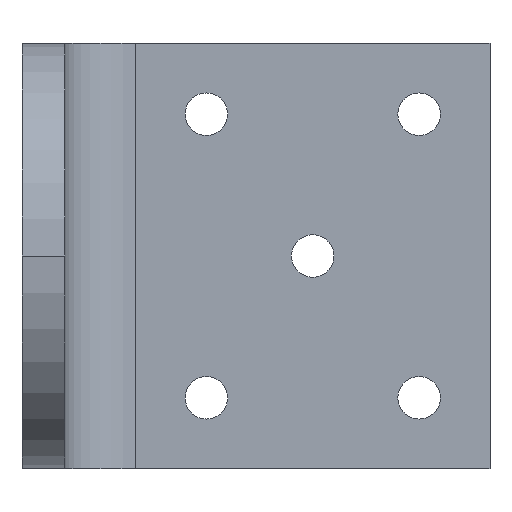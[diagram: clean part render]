
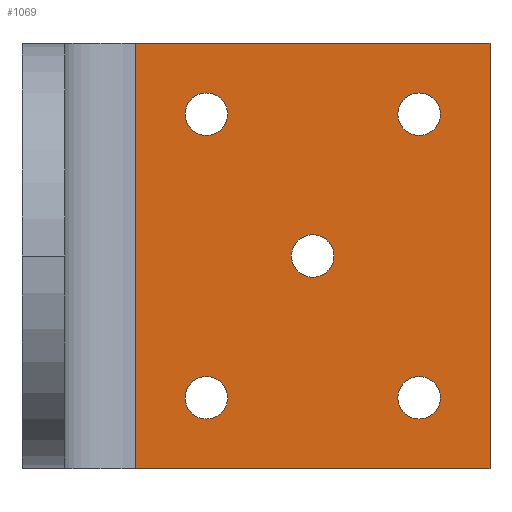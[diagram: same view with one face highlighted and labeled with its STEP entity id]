
A CAD part, front view. The second image highlights one B-rep face of the part: STEP entity #1069.
In plain terms, the highlighted planar face has unit normal (0, -1, 0).
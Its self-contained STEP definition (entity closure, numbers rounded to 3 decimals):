
#1 = AXIS2_PLACEMENT_3D ( 'NONE', #1580, #384, #1154 ) ;
#6 = DIRECTION ( 'NONE',  ( 0., 1., 0. ) ) ;
#19 = CARTESIAN_POINT ( 'NONE',  ( 17.5, 65., 1.5 ) ) ;
#21 = DIRECTION ( 'NONE',  ( 0., 1., 0. ) ) ;
#22 = EDGE_CURVE ( 'NONE', #329, #868, #710, .T. ) ;
#35 = DIRECTION ( 'NONE',  ( 0., 0., 1. ) ) ;
#48 = CARTESIAN_POINT ( 'NONE',  ( 10., 65., 8.5 ) ) ;
#51 = EDGE_CURVE ( 'NONE', #177, #1809, #1913, .T. ) ;
#111 = ORIENTED_EDGE ( 'NONE', *, *, #782, .T. ) ;
#138 = DIRECTION ( 'NONE',  ( 0., 1., 0. ) ) ;
#170 = EDGE_CURVE ( 'NONE', #1007, #500, #271, .T. ) ;
#177 = VERTEX_POINT ( 'NONE', #1429 ) ;
#186 = DIRECTION ( 'NONE',  ( 0., 0., 1. ) ) ;
#199 = CARTESIAN_POINT ( 'NONE',  ( 25., 65., 8.5 ) ) ;
#203 = ORIENTED_EDGE ( 'NONE', *, *, #667, .T. ) ;
#229 = ORIENTED_EDGE ( 'NONE', *, *, #22, .F. ) ;
#254 = CARTESIAN_POINT ( 'NONE',  ( 25., 65., 10. ) ) ;
#271 = CIRCLE ( 'NONE', #1044, 1.5 ) ;
#290 = EDGE_CURVE ( 'NONE', #815, #1412, #1170, .T. ) ;
#293 = AXIS2_PLACEMENT_3D ( 'NONE', #777, #626, #1360 ) ;
#305 = EDGE_LOOP ( 'NONE', ( #659, #784 ) ) ;
#308 = EDGE_LOOP ( 'NONE', ( #527, #229, #590, #111 ) ) ;
#315 = FACE_BOUND ( 'NONE', #1615, .T. ) ;
#320 = AXIS2_PLACEMENT_3D ( 'NONE', #1788, #6, #1361 ) ;
#326 = VECTOR ( 'NONE', #1741, 1000. ) ;
#328 = AXIS2_PLACEMENT_3D ( 'NONE', #582, #1314, #1353 ) ;
#329 = VERTEX_POINT ( 'NONE', #1659 ) ;
#331 = DIRECTION ( 'NONE',  ( 0., 0., 1. ) ) ;
#338 = CARTESIAN_POINT ( 'NONE',  ( 25., 65., -10. ) ) ;
#357 = CARTESIAN_POINT ( 'NONE',  ( 10., 65., 11.5 ) ) ;
#358 = CARTESIAN_POINT ( 'NONE',  ( 0., 65., 15. ) ) ;
#374 = CARTESIAN_POINT ( 'NONE',  ( 25., 65., -11.5 ) ) ;
#384 = DIRECTION ( 'NONE',  ( 0., 1., 0. ) ) ;
#394 = CARTESIAN_POINT ( 'NONE',  ( 17.5, 65., -1.5 ) ) ;
#427 = EDGE_CURVE ( 'NONE', #1412, #815, #1385, .T. ) ;
#435 = EDGE_CURVE ( 'NONE', #1900, #329, #650, .T. ) ;
#466 = EDGE_LOOP ( 'NONE', ( #655, #1025 ) ) ;
#488 = FACE_BOUND ( 'NONE', #1569, .T. ) ;
#500 = VERTEX_POINT ( 'NONE', #199 ) ;
#527 = ORIENTED_EDGE ( 'NONE', *, *, #623, .T. ) ;
#538 = CARTESIAN_POINT ( 'NONE',  ( 0., 65., -15. ) ) ;
#548 = CIRCLE ( 'NONE', #836, 1.5 ) ;
#561 = DIRECTION ( 'NONE',  ( 0., 0., -1. ) ) ;
#576 = AXIS2_PLACEMENT_3D ( 'NONE', #358, #1654, #331 ) ;
#582 = CARTESIAN_POINT ( 'NONE',  ( 17.5, 65., 0. ) ) ;
#590 = ORIENTED_EDGE ( 'NONE', *, *, #435, .F. ) ;
#623 = EDGE_CURVE ( 'NONE', #1762, #868, #713, .T. ) ;
#626 = DIRECTION ( 'NONE',  ( 0., 1., 0. ) ) ;
#638 = CARTESIAN_POINT ( 'NONE',  ( 0., 65., 15. ) ) ;
#650 = LINE ( 'NONE', #638, #733 ) ;
#655 = ORIENTED_EDGE ( 'NONE', *, *, #1340, .T. ) ;
#659 = ORIENTED_EDGE ( 'NONE', *, *, #427, .T. ) ;
#667 = EDGE_CURVE ( 'NONE', #1485, #1540, #797, .T. ) ;
#685 = ORIENTED_EDGE ( 'NONE', *, *, #170, .T. ) ;
#710 = LINE ( 'NONE', #1307, #827 ) ;
#713 = LINE ( 'NONE', #538, #326 ) ;
#725 = ORIENTED_EDGE ( 'NONE', *, *, #51, .T. ) ;
#733 = VECTOR ( 'NONE', #1565, 1000. ) ;
#754 = DIRECTION ( 'NONE',  ( 0., 0., 1. ) ) ;
#766 = CIRCLE ( 'NONE', #1765, 1.5 ) ;
#769 = CIRCLE ( 'NONE', #1325, 1.5 ) ;
#777 = CARTESIAN_POINT ( 'NONE',  ( 10., 65., -10. ) ) ;
#782 = EDGE_CURVE ( 'NONE', #1900, #1762, #1445, .T. ) ;
#784 = ORIENTED_EDGE ( 'NONE', *, *, #290, .T. ) ;
#785 = CARTESIAN_POINT ( 'NONE',  ( 10., 65., -10. ) ) ;
#797 = CIRCLE ( 'NONE', #1663, 1.5 ) ;
#802 = VERTEX_POINT ( 'NONE', #394 ) ;
#815 = VERTEX_POINT ( 'NONE', #1129 ) ;
#827 = VECTOR ( 'NONE', #561, 1000. ) ;
#836 = AXIS2_PLACEMENT_3D ( 'NONE', #1366, #922, #186 ) ;
#868 = VERTEX_POINT ( 'NONE', #1740 ) ;
#891 = CIRCLE ( 'NONE', #328, 1.5 ) ;
#908 = CARTESIAN_POINT ( 'NONE',  ( 10., 65., -8.5 ) ) ;
#922 = DIRECTION ( 'NONE',  ( 0., 1., 0. ) ) ;
#929 = EDGE_CURVE ( 'NONE', #802, #1401, #891, .T. ) ;
#951 = FACE_BOUND ( 'NONE', #305, .T. ) ;
#1007 = VERTEX_POINT ( 'NONE', #1811 ) ;
#1017 = EDGE_LOOP ( 'NONE', ( #685, #1549 ) ) ;
#1025 = ORIENTED_EDGE ( 'NONE', *, *, #929, .T. ) ;
#1044 = AXIS2_PLACEMENT_3D ( 'NONE', #254, #1285, #1444 ) ;
#1045 = EDGE_CURVE ( 'NONE', #1809, #177, #766, .T. ) ;
#1065 = FACE_BOUND ( 'NONE', #1017, .T. ) ;
#1069 = ADVANCED_FACE ( 'NONE', ( #951, #488, #1522, #315, #1065, #1553 ), #1542, .F. ) ;
#1123 = DIRECTION ( 'NONE',  ( 0., 1., 0. ) ) ;
#1129 = CARTESIAN_POINT ( 'NONE',  ( 10., 65., -11.5 ) ) ;
#1154 = DIRECTION ( 'NONE',  ( 0., 0., 1. ) ) ;
#1170 = CIRCLE ( 'NONE', #293, 1.5 ) ;
#1213 = EDGE_CURVE ( 'NONE', #1540, #1485, #769, .T. ) ;
#1231 = DIRECTION ( 'NONE',  ( 0., 0., 1. ) ) ;
#1255 = ORIENTED_EDGE ( 'NONE', *, *, #1213, .T. ) ;
#1285 = DIRECTION ( 'NONE',  ( 0., 1., 0. ) ) ;
#1295 = CARTESIAN_POINT ( 'NONE',  ( 10., 65., 10. ) ) ;
#1307 = CARTESIAN_POINT ( 'NONE',  ( 30., 65., 15. ) ) ;
#1314 = DIRECTION ( 'NONE',  ( 0., 1., 0. ) ) ;
#1325 = AXIS2_PLACEMENT_3D ( 'NONE', #1639, #138, #754 ) ;
#1340 = EDGE_CURVE ( 'NONE', #1401, #802, #548, .T. ) ;
#1353 = DIRECTION ( 'NONE',  ( 0., 0., 1. ) ) ;
#1360 = DIRECTION ( 'NONE',  ( 0., 0., 1. ) ) ;
#1361 = DIRECTION ( 'NONE',  ( 0., 0., 1. ) ) ;
#1366 = CARTESIAN_POINT ( 'NONE',  ( 17.5, 65., 0. ) ) ;
#1385 = CIRCLE ( 'NONE', #1730, 1.5 ) ;
#1401 = VERTEX_POINT ( 'NONE', #19 ) ;
#1412 = VERTEX_POINT ( 'NONE', #908 ) ;
#1429 = CARTESIAN_POINT ( 'NONE',  ( 25., 65., -8.5 ) ) ;
#1444 = DIRECTION ( 'NONE',  ( 0., 0., 1. ) ) ;
#1445 = LINE ( 'NONE', #1896, #1608 ) ;
#1485 = VERTEX_POINT ( 'NONE', #48 ) ;
#1522 = FACE_BOUND ( 'NONE', #466, .T. ) ;
#1540 = VERTEX_POINT ( 'NONE', #357 ) ;
#1542 = PLANE ( 'NONE',  #576 ) ;
#1549 = ORIENTED_EDGE ( 'NONE', *, *, #1830, .T. ) ;
#1553 = FACE_OUTER_BOUND ( 'NONE', #308, .T. ) ;
#1565 = DIRECTION ( 'NONE',  ( 1., 0., 0. ) ) ;
#1569 = EDGE_LOOP ( 'NONE', ( #725, #1851 ) ) ;
#1580 = CARTESIAN_POINT ( 'NONE',  ( 25., 65., 10. ) ) ;
#1602 = CIRCLE ( 'NONE', #1, 1.5 ) ;
#1608 = VECTOR ( 'NONE', #1710, 1000. ) ;
#1613 = DIRECTION ( 'NONE',  ( 0., 1., 0. ) ) ;
#1615 = EDGE_LOOP ( 'NONE', ( #1255, #203 ) ) ;
#1639 = CARTESIAN_POINT ( 'NONE',  ( 10., 65., 10. ) ) ;
#1654 = DIRECTION ( 'NONE',  ( 0., 1., 0. ) ) ;
#1659 = CARTESIAN_POINT ( 'NONE',  ( 30., 65., 15. ) ) ;
#1663 = AXIS2_PLACEMENT_3D ( 'NONE', #1295, #1613, #1887 ) ;
#1710 = DIRECTION ( 'NONE',  ( 0., 0., -1. ) ) ;
#1730 = AXIS2_PLACEMENT_3D ( 'NONE', #785, #1123, #35 ) ;
#1740 = CARTESIAN_POINT ( 'NONE',  ( 30., 65., -15. ) ) ;
#1741 = DIRECTION ( 'NONE',  ( 1., 0., 0. ) ) ;
#1762 = VERTEX_POINT ( 'NONE', #1849 ) ;
#1765 = AXIS2_PLACEMENT_3D ( 'NONE', #338, #21, #1231 ) ;
#1788 = CARTESIAN_POINT ( 'NONE',  ( 25., 65., -10. ) ) ;
#1802 = CARTESIAN_POINT ( 'NONE',  ( 5., 65., 15. ) ) ;
#1809 = VERTEX_POINT ( 'NONE', #374 ) ;
#1811 = CARTESIAN_POINT ( 'NONE',  ( 25., 65., 11.5 ) ) ;
#1830 = EDGE_CURVE ( 'NONE', #500, #1007, #1602, .T. ) ;
#1849 = CARTESIAN_POINT ( 'NONE',  ( 5., 65., -15. ) ) ;
#1851 = ORIENTED_EDGE ( 'NONE', *, *, #1045, .T. ) ;
#1887 = DIRECTION ( 'NONE',  ( 0., 0., 1. ) ) ;
#1896 = CARTESIAN_POINT ( 'NONE',  ( 5., 65., 15. ) ) ;
#1900 = VERTEX_POINT ( 'NONE', #1802 ) ;
#1913 = CIRCLE ( 'NONE', #320, 1.5 ) ;
